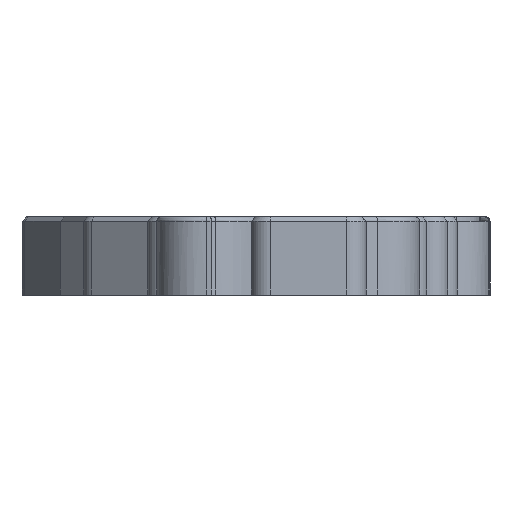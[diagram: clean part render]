
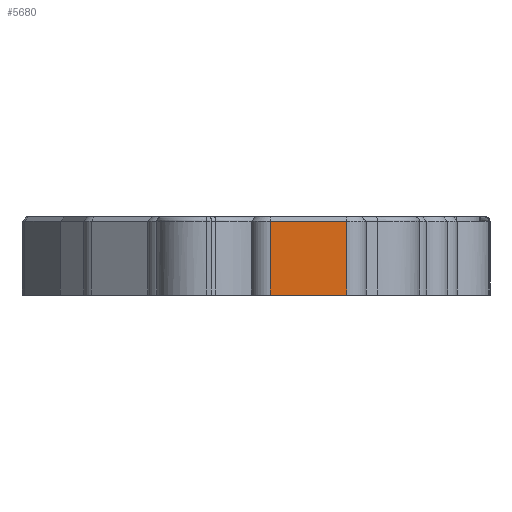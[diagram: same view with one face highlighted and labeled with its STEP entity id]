
A CAD part, left-side view. The second image highlights one B-rep face of the part: STEP entity #5680.
In plain terms, the highlighted planar face has unit normal (-1, -0.003, 0).
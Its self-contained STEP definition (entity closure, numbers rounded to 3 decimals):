
#733=ORIENTED_EDGE('',*,*,#2451,.T.);
#734=ORIENTED_EDGE('',*,*,#2452,.F.);
#735=ORIENTED_EDGE('',*,*,#2448,.F.);
#736=ORIENTED_EDGE('',*,*,#2453,.F.);
#2448=EDGE_CURVE('',#3297,#3298,#3852,.T.);
#2451=EDGE_CURVE('',#3299,#3300,#3853,.T.);
#2452=EDGE_CURVE('',#3298,#3300,#3854,.T.);
#2453=EDGE_CURVE('',#3299,#3297,#3855,.T.);
#3297=VERTEX_POINT('',#8606);
#3298=VERTEX_POINT('',#8607);
#3299=VERTEX_POINT('',#8612);
#3300=VERTEX_POINT('',#8613);
#3852=LINE('',#8605,#4348);
#3853=LINE('',#8611,#4349);
#3854=LINE('',#8614,#4350);
#3855=LINE('',#8615,#4351);
#4348=VECTOR('',#6609,1000.);
#4349=VECTOR('',#6616,1000.);
#4350=VECTOR('',#6617,1000.);
#4351=VECTOR('',#6618,1000.);
#4796=EDGE_LOOP('',(#733,#734,#735,#736));
#5171=FACE_BOUND('',#4796,.T.);
#5531=PLANE('',#6049);
#5680=ADVANCED_FACE('',(#5171),#5531,.F.);
#6049=AXIS2_PLACEMENT_3D('',#8610,#6614,#6615);
#6609=DIRECTION('',(0.,0.,-1.));
#6614=DIRECTION('',(1.,0.003,0.));
#6615=DIRECTION('',(0.003,-1.,0.));
#6616=DIRECTION('',(0.,0.,-1.));
#6617=DIRECTION('',(-0.003,1.,0.));
#6618=DIRECTION('',(0.003,-1.,0.));
#8605=CARTESIAN_POINT('',(-186.422,85.302,18.));
#8606=CARTESIAN_POINT('',(-186.422,85.302,17.));
#8607=CARTESIAN_POINT('',(-186.422,85.302,0.));
#8610=CARTESIAN_POINT('',(-186.422,85.302,18.));
#8611=CARTESIAN_POINT('',(-186.468,102.846,18.));
#8612=CARTESIAN_POINT('',(-186.468,102.846,17.));
#8613=CARTESIAN_POINT('',(-186.468,102.846,0.));
#8614=CARTESIAN_POINT('',(-186.422,85.302,0.));
#8615=CARTESIAN_POINT('',(-186.422,85.302,17.));
